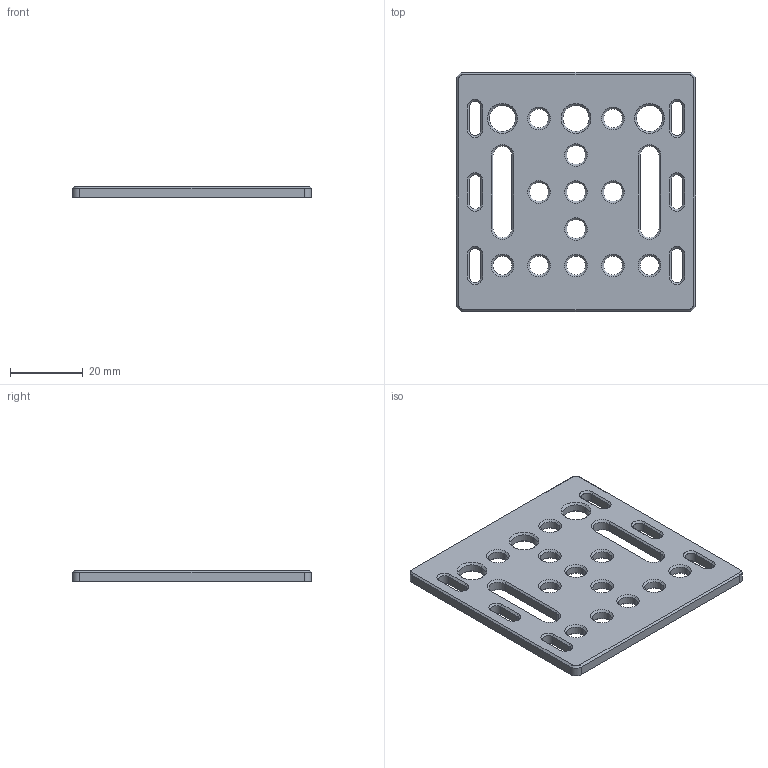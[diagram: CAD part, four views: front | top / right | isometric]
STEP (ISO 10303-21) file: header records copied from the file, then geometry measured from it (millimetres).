
FILE_DESCRIPTION (( 'STEP AP214' ), '1' );
FILE_NAME ('A240 Ïëàñòèíà ïîðòàëüíàÿ 65õ65 äëÿ ðîëèêîâ.STEP', '2019-09-03T07:27:51', ( 'Windows User' ), ( '' ), 'SwSTEP 2.0', 'SolidWorks 2018', '' );
FILE_SCHEMA (( 'AUTOMOTIVE_DESIGN' ));
Length unit declared in the file: millimetre
Products named in the file (1): A240 Ïëàñòèíà ïîðòàëüíàÿ  65õ65 äëÿ ðîëèêîâ
Bounding box: 65.5 x 65.5 x 3 mm (x, y, z)
Volume: 10342.5 mm3; surface area: 9004.3 mm2
Topology: 1 solids, 1 shells, 172 faces, 410 edges, 240 vertices
Faces by surface type: cone 80, cylinder 50, plane 42
Entity records: 5040 total; most frequent: DIRECTION 936, CARTESIAN_POINT 823, ORIENTED_EDGE 820, EDGE_CURVE 410, AXIS2_PLACEMENT_3D 353, VERTEX_POINT 240, LINE 230, VECTOR 230
